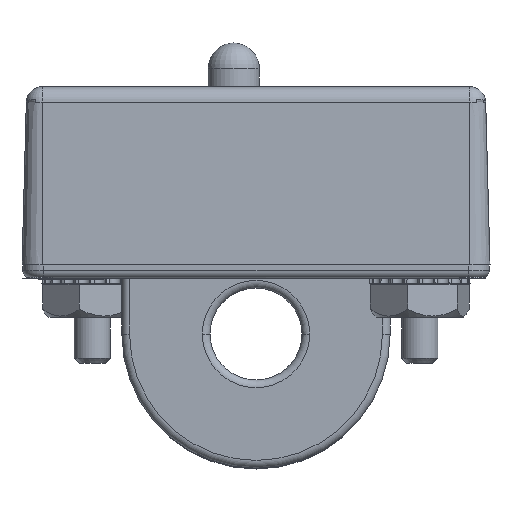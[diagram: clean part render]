
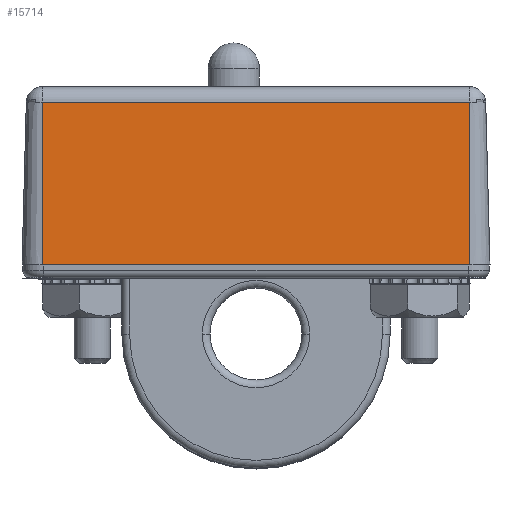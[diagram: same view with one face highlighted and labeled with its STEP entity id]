
A CAD part, left-side view. The second image highlights one B-rep face of the part: STEP entity #15714.
In plain terms, the highlighted face is planar.
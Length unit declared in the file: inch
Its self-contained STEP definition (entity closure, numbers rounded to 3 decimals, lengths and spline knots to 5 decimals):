
#836 = DIRECTION ( 'NONE',  ( 0.026, -1., 0. ) ) ;
#4082 = ORIENTED_EDGE ( 'NONE', *, *, #63244, .T. ) ;
#4109 = DIRECTION ( 'NONE',  ( 0.026, -1., 0. ) ) ;
#4718 = CARTESIAN_POINT ( 'NONE',  ( -1.5625, 0., -0.815 ) ) ;
#5015 = EDGE_CURVE ( 'NONE', #48319, #59080, #56593, .T. ) ;
#7889 = CARTESIAN_POINT ( 'NONE',  ( -1.58031, 0.68, -0.815 ) ) ;
#11170 = CARTESIAN_POINT ( 'NONE',  ( -1.58031, 0.68, 0.815 ) ) ;
#13341 = CARTESIAN_POINT ( 'NONE',  ( -1.56403, 0.05843, -0.815 ) ) ;
#14251 = ORIENTED_EDGE ( 'NONE', *, *, #28443, .F. ) ;
#15089 = VECTOR ( 'NONE', #836, 39.37008 ) ;
#15714 = ADVANCED_FACE ( 'NONE', ( #30475 ), #18631, .T. ) ;
#18631 = PLANE ( 'NONE',  #27038 ) ;
#18660 = LINE ( 'NONE', #4718, #58725 ) ;
#21148 = VERTEX_POINT ( 'NONE', #11170 ) ;
#27038 = AXIS2_PLACEMENT_3D ( 'NONE', #64924, #44313, #4109 ) ;
#27135 = CARTESIAN_POINT ( 'NONE',  ( -1.56403, 0.05843, 0.815 ) ) ;
#28443 = EDGE_CURVE ( 'NONE', #21148, #59080, #56730, .T. ) ;
#30475 = FACE_OUTER_BOUND ( 'NONE', #56212, .T. ) ;
#30521 = DIRECTION ( 'NONE',  ( 0., 0., 1. ) ) ;
#36187 = CARTESIAN_POINT ( 'NONE',  ( -1.5625, 0., 0.815 ) ) ;
#37125 = LINE ( 'NONE', #55154, #55240 ) ;
#41323 = VERTEX_POINT ( 'NONE', #7889 ) ;
#44313 = DIRECTION ( 'NONE',  ( -1., -0.026, 0. ) ) ;
#45113 = EDGE_CURVE ( 'NONE', #41323, #21148, #37125, .T. ) ;
#48319 = VERTEX_POINT ( 'NONE', #13341 ) ;
#51244 = DIRECTION ( 'NONE',  ( 0., 0., 1. ) ) ;
#55154 = CARTESIAN_POINT ( 'NONE',  ( -1.58031, 0.68, -0.815 ) ) ;
#55240 = VECTOR ( 'NONE', #30521, 39.37008 ) ;
#56212 = EDGE_LOOP ( 'NONE', ( #4082, #58597, #14251, #62228 ) ) ;
#56593 = LINE ( 'NONE', #61581, #58960 ) ;
#56730 = LINE ( 'NONE', #36187, #15089 ) ;
#58597 = ORIENTED_EDGE ( 'NONE', *, *, #5015, .T. ) ;
#58725 = VECTOR ( 'NONE', #64856, 39.37008 ) ;
#58960 = VECTOR ( 'NONE', #51244, 39.37008 ) ;
#59080 = VERTEX_POINT ( 'NONE', #27135 ) ;
#61581 = CARTESIAN_POINT ( 'NONE',  ( -1.56403, 0.05843, 0.815 ) ) ;
#62228 = ORIENTED_EDGE ( 'NONE', *, *, #45113, .F. ) ;
#63244 = EDGE_CURVE ( 'NONE', #41323, #48319, #18660, .T. ) ;
#64856 = DIRECTION ( 'NONE',  ( 0.026, -1., 0. ) ) ;
#64924 = CARTESIAN_POINT ( 'NONE',  ( -1.5625, 0., 0.815 ) ) ;
